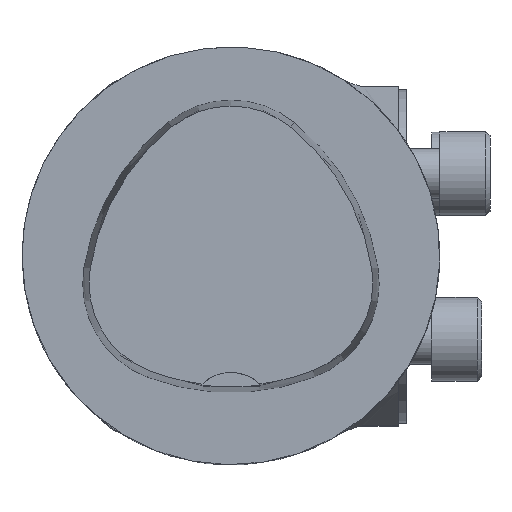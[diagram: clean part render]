
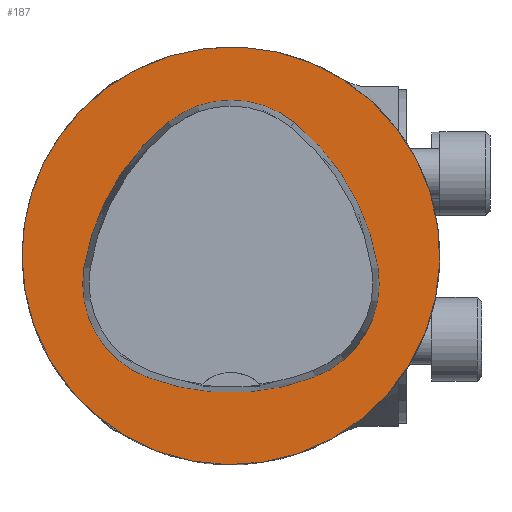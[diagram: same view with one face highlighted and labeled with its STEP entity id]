
A CAD part, top view. The second image highlights one B-rep face of the part: STEP entity #187.
In plain terms, the highlighted planar face has unit normal (0, 0, 1).
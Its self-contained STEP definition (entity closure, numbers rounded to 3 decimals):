
#71=PLANE('',#1207);
#187=ADVANCED_FACE('',(#348,#349),#71,.T.);
#348=FACE_BOUND('',#431,.T.);
#349=FACE_BOUND('',#432,.T.);
#431=EDGE_LOOP('',(#728,#729,#730,#731,#732,#733));
#432=EDGE_LOOP('',(#734));
#728=ORIENTED_EDGE('',*,*,#998,.T.);
#729=ORIENTED_EDGE('',*,*,#978,.T.);
#730=ORIENTED_EDGE('',*,*,#982,.T.);
#731=ORIENTED_EDGE('',*,*,#985,.T.);
#732=ORIENTED_EDGE('',*,*,#988,.T.);
#733=ORIENTED_EDGE('',*,*,#996,.T.);
#734=ORIENTED_EDGE('',*,*,#886,.F.);
#787=VERTEX_POINT('',#1594);
#856=VERTEX_POINT('',#1927);
#857=VERTEX_POINT('',#1928);
#860=VERTEX_POINT('',#1936);
#862=VERTEX_POINT('',#1942);
#864=VERTEX_POINT('',#1948);
#871=VERTEX_POINT('',#1969);
#886=EDGE_CURVE('',#787,#787,#1012,.T.);
#978=EDGE_CURVE('',#856,#857,#1042,.T.);
#982=EDGE_CURVE('',#857,#860,#1044,.T.);
#985=EDGE_CURVE('',#860,#862,#1046,.T.);
#988=EDGE_CURVE('',#862,#864,#1048,.T.);
#996=EDGE_CURVE('',#864,#871,#1052,.T.);
#998=EDGE_CURVE('',#871,#856,#1054,.T.);
#1012=CIRCLE('',#1097,25.);
#1042=CIRCLE('',#1185,28.);
#1044=CIRCLE('',#1188,12.);
#1046=CIRCLE('',#1191,28.);
#1048=CIRCLE('',#1194,12.);
#1052=CIRCLE('',#1199,28.);
#1054=CIRCLE('',#1202,12.);
#1097=AXIS2_PLACEMENT_3D('',#1593,#1249,#1250);
#1185=AXIS2_PLACEMENT_3D('',#1926,#1447,#1448);
#1188=AXIS2_PLACEMENT_3D('',#1935,#1455,#1456);
#1191=AXIS2_PLACEMENT_3D('',#1941,#1462,#1463);
#1194=AXIS2_PLACEMENT_3D('',#1947,#1469,#1470);
#1199=AXIS2_PLACEMENT_3D('',#1970,#1481,#1482);
#1202=AXIS2_PLACEMENT_3D('',#1973,#1487,#1488);
#1207=AXIS2_PLACEMENT_3D('',#1978,#1497,#1498);
#1249=DIRECTION('',(0.,0.,-1.));
#1250=DIRECTION('',(-1.,0.,0.));
#1447=DIRECTION('',(0.,0.,-1.));
#1448=DIRECTION('',(-1.,0.,0.));
#1455=DIRECTION('',(0.,0.,-1.));
#1456=DIRECTION('',(-1.,0.,0.));
#1462=DIRECTION('',(0.,0.,-1.));
#1463=DIRECTION('',(-1.,0.,0.));
#1469=DIRECTION('',(0.,0.,-1.));
#1470=DIRECTION('',(-1.,0.,0.));
#1481=DIRECTION('',(0.,0.,-1.));
#1482=DIRECTION('',(-1.,0.,0.));
#1487=DIRECTION('',(0.,0.,-1.));
#1488=DIRECTION('',(-1.,0.,0.));
#1497=DIRECTION('',(0.,0.,1.));
#1498=DIRECTION('',(1.,0.,0.));
#1593=CARTESIAN_POINT('',(0.,0.,0.));
#1594=CARTESIAN_POINT('',(-25.,0.,0.));
#1926=CARTESIAN_POINT('',(10.068,-5.824,0.));
#1927=CARTESIAN_POINT('',(-17.584,-1.424,0.));
#1928=CARTESIAN_POINT('',(-7.531,15.953,0.));
#1935=CARTESIAN_POINT('',(0.011,6.62,0.));
#1936=CARTESIAN_POINT('',(7.567,15.942,0.));
#1941=CARTESIAN_POINT('',(-10.063,-5.81,0.));
#1942=CARTESIAN_POINT('',(17.59,-1.418,0.));
#1947=CARTESIAN_POINT('',(5.739,-3.3,0.));
#1948=CARTESIAN_POINT('',(10.05,-14.499,0.));
#1969=CARTESIAN_POINT('',(-10.025,-14.516,0.));
#1970=CARTESIAN_POINT('',(-0.01,11.631,0.));
#1973=CARTESIAN_POINT('',(-5.733,-3.31,0.));
#1978=CARTESIAN_POINT('',(0.,0.,0.));
